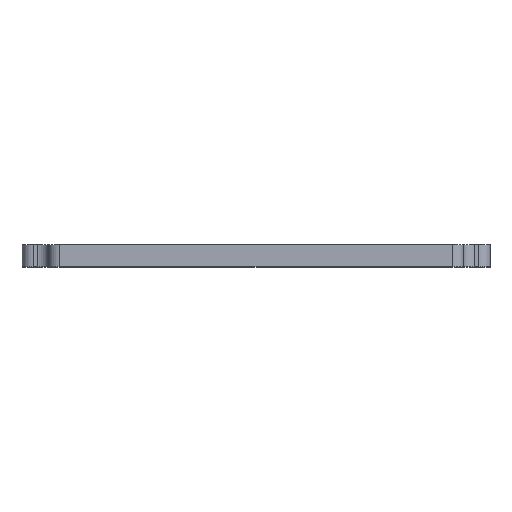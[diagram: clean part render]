
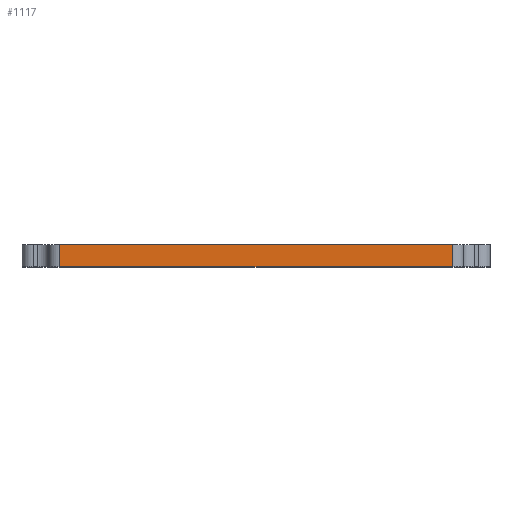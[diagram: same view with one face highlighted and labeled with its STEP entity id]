
A CAD part, top view. The second image highlights one B-rep face of the part: STEP entity #1117.
In plain terms, the highlighted planar face has unit normal (0, 0, 1).
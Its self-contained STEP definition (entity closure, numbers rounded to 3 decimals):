
#21 = EDGE_CURVE ( 'NONE', #3203, #5591, #1901, .T. ) ;
#42 = CARTESIAN_POINT ( 'NONE',  ( 89., -5., 69. ) ) ;
#79 = AXIS2_PLACEMENT_3D ( 'NONE', #5359, #2097, #5009 ) ;
#101 = CARTESIAN_POINT ( 'NONE',  ( -94., 5., 69. ) ) ;
#361 = EDGE_CURVE ( 'NONE', #1115, #5591, #4300, .T. ) ;
#527 = VERTEX_POINT ( 'NONE', #3967 ) ;
#575 = CARTESIAN_POINT ( 'NONE',  ( 89., 5., 69. ) ) ;
#687 = LINE ( 'NONE', #1231, #1765 ) ;
#815 = ORIENTED_EDGE ( 'NONE', *, *, #361, .F. ) ;
#990 = CARTESIAN_POINT ( 'NONE',  ( 89., 5., 69. ) ) ;
#1086 = DIRECTION ( 'NONE',  ( 1., 0., 0. ) ) ;
#1115 = VERTEX_POINT ( 'NONE', #4885 ) ;
#1117 = ADVANCED_FACE ( 'NONE', ( #3122 ), #2184, .F. ) ;
#1231 = CARTESIAN_POINT ( 'NONE',  ( -94., -5., 69. ) ) ;
#1281 = ORIENTED_EDGE ( 'NONE', *, *, #3777, .T. ) ;
#1765 = VECTOR ( 'NONE', #4054, 1000. ) ;
#1901 = LINE ( 'NONE', #990, #4305 ) ;
#2097 = DIRECTION ( 'NONE',  ( 0., 0., -1. ) ) ;
#2121 = EDGE_CURVE ( 'NONE', #1115, #527, #2761, .T. ) ;
#2176 = ORIENTED_EDGE ( 'NONE', *, *, #2121, .T. ) ;
#2184 = PLANE ( 'NONE',  #79 ) ;
#2761 = LINE ( 'NONE', #4642, #3163 ) ;
#3122 = FACE_OUTER_BOUND ( 'NONE', #5913, .T. ) ;
#3163 = VECTOR ( 'NONE', #4252, 1000. ) ;
#3203 = VERTEX_POINT ( 'NONE', #42 ) ;
#3248 = ORIENTED_EDGE ( 'NONE', *, *, #21, .T. ) ;
#3777 = EDGE_CURVE ( 'NONE', #527, #3203, #687, .T. ) ;
#3804 = DIRECTION ( 'NONE',  ( 0., 1., 0. ) ) ;
#3967 = CARTESIAN_POINT ( 'NONE',  ( -89., -5., 69. ) ) ;
#4054 = DIRECTION ( 'NONE',  ( 1., 0., 0. ) ) ;
#4252 = DIRECTION ( 'NONE',  ( 0., -1., 0. ) ) ;
#4300 = LINE ( 'NONE', #101, #4896 ) ;
#4305 = VECTOR ( 'NONE', #3804, 1000. ) ;
#4642 = CARTESIAN_POINT ( 'NONE',  ( -89., -5., 69. ) ) ;
#4885 = CARTESIAN_POINT ( 'NONE',  ( -89., 5., 69. ) ) ;
#4896 = VECTOR ( 'NONE', #1086, 1000. ) ;
#5009 = DIRECTION ( 'NONE',  ( -1., 0., 0. ) ) ;
#5359 = CARTESIAN_POINT ( 'NONE',  ( -94., 5., 69. ) ) ;
#5591 = VERTEX_POINT ( 'NONE', #575 ) ;
#5913 = EDGE_LOOP ( 'NONE', ( #1281, #3248, #815, #2176 ) ) ;
